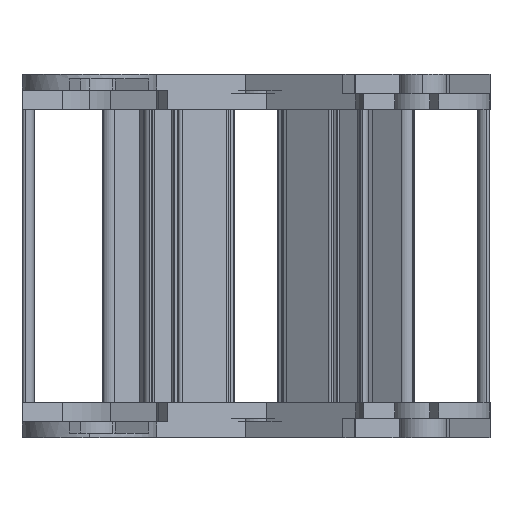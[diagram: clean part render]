
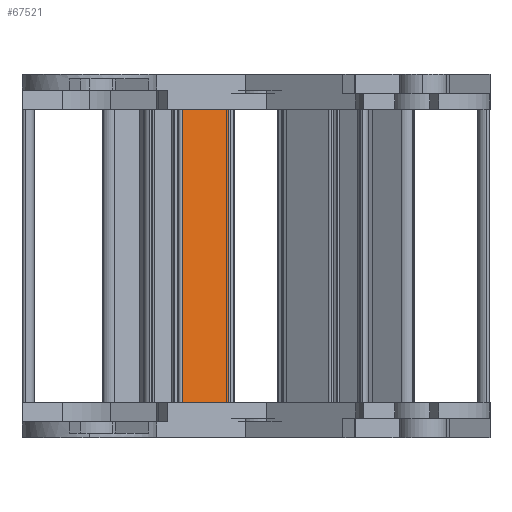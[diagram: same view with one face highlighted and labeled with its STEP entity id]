
A CAD part, left-side view. The second image highlights one B-rep face of the part: STEP entity #67521.
In plain terms, the highlighted planar face has unit normal (-0.875, -0.484, 0).
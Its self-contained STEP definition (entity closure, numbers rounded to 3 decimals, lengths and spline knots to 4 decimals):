
#84 = VERTEX_POINT ( 'NONE', #68874 ) ;
#1669 = EDGE_CURVE ( 'NONE', #84, #47575, #32353, .T. ) ;
#3225 = EDGE_CURVE ( 'NONE', #25168, #84, #48154, .T. ) ;
#3740 = LINE ( 'NONE', #4468, #28372 ) ;
#4468 = CARTESIAN_POINT ( 'NONE',  ( 0.0183, -0.935, 0. ) ) ;
#5834 = PLANE ( 'NONE',  #57360 ) ;
#5986 = VECTOR ( 'NONE', #42543, 39.3701 ) ;
#14541 = CARTESIAN_POINT ( 'NONE',  ( 0.0953, -1.074, -1.9685 ) ) ;
#20135 = DIRECTION ( 'NONE',  ( 0.484, -0.875, 0. ) ) ;
#22035 = ORIENTED_EDGE ( 'NONE', *, *, #1669, .T. ) ;
#25168 = VERTEX_POINT ( 'NONE', #60888 ) ;
#25451 = EDGE_LOOP ( 'NONE', ( #22035, #54223, #65705, #37823 ) ) ;
#25865 = VERTEX_POINT ( 'NONE', #46237 ) ;
#28372 = VECTOR ( 'NONE', #71734, 39.3701 ) ;
#32353 = LINE ( 'NONE', #46408, #45166 ) ;
#32447 = LINE ( 'NONE', #14541, #46093 ) ;
#32676 = CARTESIAN_POINT ( 'NONE',  ( -0.1534, -0.625, -1.9685 ) ) ;
#34818 = DIRECTION ( 'NONE',  ( 0., 0., -1. ) ) ;
#37823 = ORIENTED_EDGE ( 'NONE', *, *, #3225, .T. ) ;
#39458 = DIRECTION ( 'NONE',  ( -0.875, -0.484, 0. ) ) ;
#42543 = DIRECTION ( 'NONE',  ( -0.484, 0.875, 0. ) ) ;
#45081 = CARTESIAN_POINT ( 'NONE',  ( -0.1534, -0.625, 0. ) ) ;
#45166 = VECTOR ( 'NONE', #34818, 39.3701 ) ;
#45981 = EDGE_CURVE ( 'NONE', #25865, #25168, #3740, .T. ) ;
#46093 = VECTOR ( 'NONE', #20135, 39.3701 ) ;
#46237 = CARTESIAN_POINT ( 'NONE',  ( 0.0183, -0.935, -1.9685 ) ) ;
#46408 = CARTESIAN_POINT ( 'NONE',  ( -0.1534, -0.625, 0. ) ) ;
#47575 = VERTEX_POINT ( 'NONE', #32676 ) ;
#48154 = LINE ( 'NONE', #70916, #5986 ) ;
#51406 = DIRECTION ( 'NONE',  ( 0., 0., -1. ) ) ;
#54223 = ORIENTED_EDGE ( 'NONE', *, *, #63901, .T. ) ;
#57360 = AXIS2_PLACEMENT_3D ( 'NONE', #45081, #39458, #51406 ) ;
#60888 = CARTESIAN_POINT ( 'NONE',  ( 0.0183, -0.935, 0. ) ) ;
#63901 = EDGE_CURVE ( 'NONE', #47575, #25865, #32447, .T. ) ;
#65705 = ORIENTED_EDGE ( 'NONE', *, *, #45981, .T. ) ;
#67521 = ADVANCED_FACE ( 'NONE', ( #73442 ), #5834, .T. ) ;
#68874 = CARTESIAN_POINT ( 'NONE',  ( -0.1534, -0.625, 0. ) ) ;
#70916 = CARTESIAN_POINT ( 'NONE',  ( -0.0676, -0.78, 0. ) ) ;
#71734 = DIRECTION ( 'NONE',  ( 0., 0., 1. ) ) ;
#73442 = FACE_OUTER_BOUND ( 'NONE', #25451, .T. ) ;
